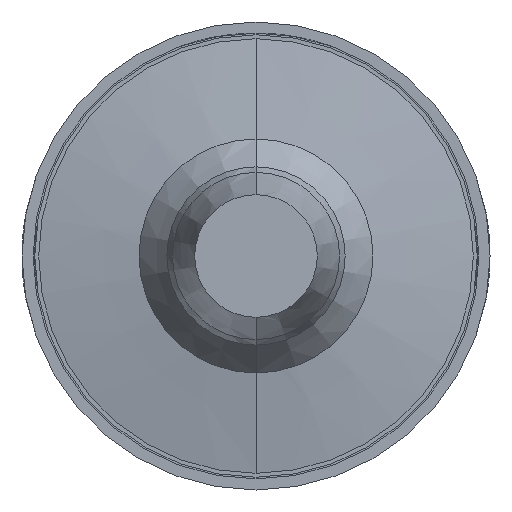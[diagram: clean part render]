
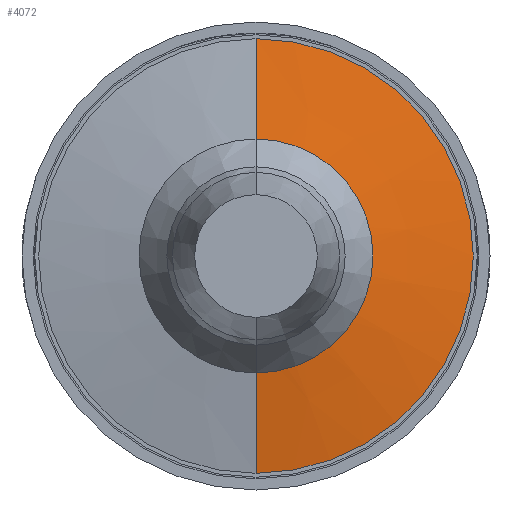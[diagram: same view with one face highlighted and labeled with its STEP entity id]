
A CAD part, front view. The second image highlights one B-rep face of the part: STEP entity #4072.
In plain terms, the highlighted conical face has half-angle 80.134 degrees and reference radius 0.8 mm.
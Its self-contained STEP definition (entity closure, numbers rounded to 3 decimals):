
#42 = VERTEX_POINT ( 'NONE', #3914 ) ;
#199 = VERTEX_POINT ( 'NONE', #1711 ) ;
#261 = ORIENTED_EDGE ( 'NONE', *, *, #3057, .T. ) ;
#663 = VERTEX_POINT ( 'NONE', #1155 ) ;
#969 = EDGE_LOOP ( 'NONE', ( #1679, #2122, #261, #3510 ) ) ;
#1155 = CARTESIAN_POINT ( 'NONE',  ( 0., -29.9, 0.8 ) ) ;
#1266 = LINE ( 'NONE', #4179, #2996 ) ;
#1543 = CARTESIAN_POINT ( 'NONE',  ( 0., -29.7, 0. ) ) ;
#1624 = VERTEX_POINT ( 'NONE', #1956 ) ;
#1679 = ORIENTED_EDGE ( 'NONE', *, *, #4557, .F. ) ;
#1685 = DIRECTION ( 'NONE',  ( 0., 1., 0. ) ) ;
#1711 = CARTESIAN_POINT ( 'NONE',  ( 0., -29.7, -1.95 ) ) ;
#1956 = CARTESIAN_POINT ( 'NONE',  ( 0., -29.7, 1.95 ) ) ;
#2122 = ORIENTED_EDGE ( 'NONE', *, *, #3647, .T. ) ;
#2139 = DIRECTION ( 'NONE',  ( 0., 0.171, 0.985 ) ) ;
#2148 = DIRECTION ( 'NONE',  ( 0., 0.171, -0.985 ) ) ;
#2230 = CIRCLE ( 'NONE', #2680, 0.8 ) ;
#2286 = DIRECTION ( 'NONE',  ( 0., 0., -1. ) ) ;
#2420 = LINE ( 'NONE', #3004, #3385 ) ;
#2485 = CARTESIAN_POINT ( 'NONE',  ( 0., -29.9, 0. ) ) ;
#2534 = DIRECTION ( 'NONE',  ( 0., -1., 0. ) ) ;
#2559 = FACE_OUTER_BOUND ( 'NONE', #969, .T. ) ;
#2589 = CARTESIAN_POINT ( 'NONE',  ( 0., -29.9, 0. ) ) ;
#2642 = AXIS2_PLACEMENT_3D ( 'NONE', #2485, #1685, #3346 ) ;
#2680 = AXIS2_PLACEMENT_3D ( 'NONE', #2589, #2534, #4625 ) ;
#2996 = VECTOR ( 'NONE', #2148, 1000. ) ;
#3004 = CARTESIAN_POINT ( 'NONE',  ( 0., -29.9, 0.8 ) ) ;
#3057 = EDGE_CURVE ( 'Defeature ausgef�hrt1_33+Defeature ausgef�hrt1_34+Defeature ausgef�hrt1_34+Defeature ausgef�hrt1_34', #199, #1624, #3067, .T. ) ;
#3067 = CIRCLE ( 'NONE', #4858, 1.95 ) ;
#3346 = DIRECTION ( 'NONE',  ( 0., 0., 1. ) ) ;
#3385 = VECTOR ( 'NONE', #2139, 1000. ) ;
#3510 = ORIENTED_EDGE ( 'NONE', *, *, #3721, .F. ) ;
#3647 = EDGE_CURVE ( 'NONE', #42, #199, #1266, .T. ) ;
#3721 = EDGE_CURVE ( 'NONE', #663, #1624, #2420, .T. ) ;
#3914 = CARTESIAN_POINT ( 'NONE',  ( 0., -29.9, -0.8 ) ) ;
#4072 = ADVANCED_FACE ( 'Defeature ausgef�hrt1_33', ( #2559 ), #4340, .T. ) ;
#4179 = CARTESIAN_POINT ( 'NONE',  ( 0., -29.9, -0.8 ) ) ;
#4340 = CONICAL_SURFACE ( 'NONE', #2642, 0.8, 1.399 ) ;
#4557 = EDGE_CURVE ( 'Defeature ausgef�hrt1_32+Defeature ausgef�hrt1_33+Defeature ausgef�hrt1_33+Defeature ausgef�hrt1_33', #42, #663, #2230, .T. ) ;
#4625 = DIRECTION ( 'NONE',  ( 0., 0., -1. ) ) ;
#4858 = AXIS2_PLACEMENT_3D ( 'NONE', #1543, #5199, #2286 ) ;
#5199 = DIRECTION ( 'NONE',  ( 0., -1., 0. ) ) ;
